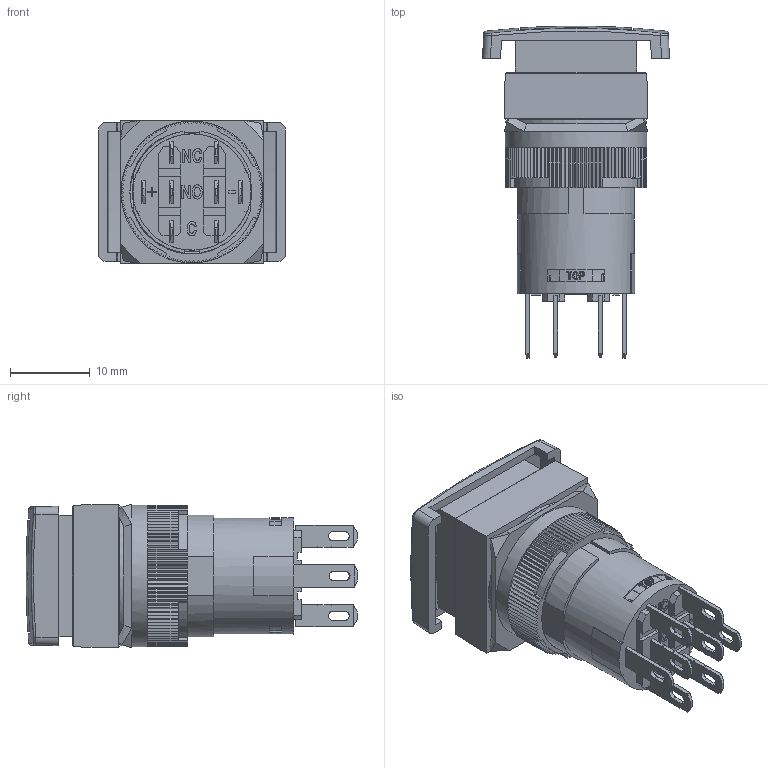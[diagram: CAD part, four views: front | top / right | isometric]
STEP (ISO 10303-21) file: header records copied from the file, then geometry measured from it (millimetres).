
FILE_DESCRIPTION( ( 'Unknown' ), '1' );
FILE_NAME( '零件1.stp', 'Unknown', ( 'Unknown' ), ( 'Unknown' ), 'XStep 1.0', 'Unknown', ' ' );
FILE_SCHEMA( ( 'automotive_design' ) );
Length unit declared in the file: millimetre
Products named in the file (1): 6
Bounding box: 23.5 x 41.7 x 18 mm (x, y, z)
Volume: 7924.5 mm3; surface area: 4531.2 mm2
Topology: 1 solids, 1 shells, 930 faces, 2750 edges, 1803 vertices
Faces by surface type: plane 683, cylinder 115, cone 52, extrusion 46, bspline 26, sphere 4, torus 4
Full cylindrical faces by diameter (mm): 14.6 x1, 15.8 x1, 16.5 x1, 17.6 x1, 17.8 x1
Entity records: 43384 total; most frequent: CARTESIAN_POINT 11412, ORIENTED_EDGE 5466, DIRECTION 4571, EDGE_CURVE 2733, VECTOR 2093, LINE 2047, VERTEX_POINT 1795, AXIS2_PLACEMENT_3D 1239
